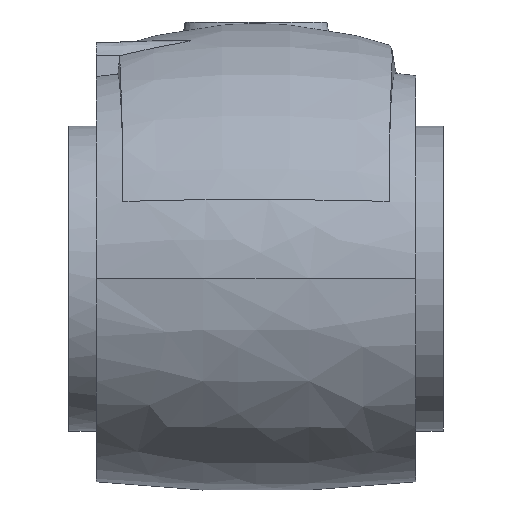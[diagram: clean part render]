
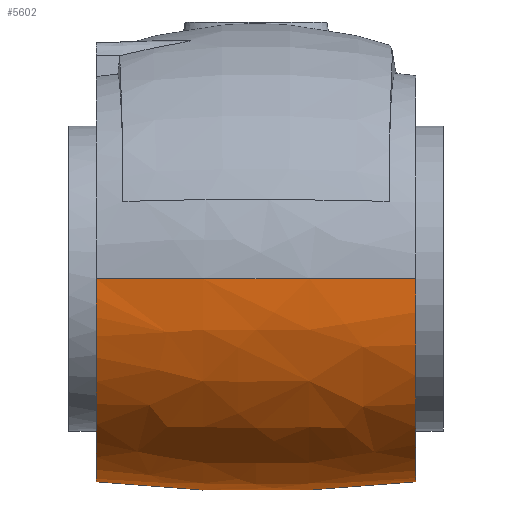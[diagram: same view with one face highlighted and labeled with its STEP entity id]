
A CAD part, left-side view. The second image highlights one B-rep face of the part: STEP entity #5602.
In plain terms, the highlighted free-form (B-spline) face has degree [3, 3] with [4, 4] control points.
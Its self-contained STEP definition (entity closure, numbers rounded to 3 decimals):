
#1721=CARTESIAN_POINT('Vertex',(25.,-57.5,886.817)) ;
#1725=CARTESIAN_POINT('Control Point',(25.,-57.5,886.817)) ;
#1726=CARTESIAN_POINT('Control Point',(25.,-19.252,882.389)) ;
#1727=CARTESIAN_POINT('Control Point',(25.,19.252,882.389)) ;
#1728=CARTESIAN_POINT('Control Point',(25.,57.5,886.817)) ;
#1729=CARTESIAN_POINT('Vertex',(25.,57.5,886.817)) ;
#5509=CARTESIAN_POINT('Vertex',(-48.183,-57.5,960.)) ;
#5513=CARTESIAN_POINT('Control Point',(-48.183,-57.5,960.)) ;
#5514=CARTESIAN_POINT('Control Point',(-48.183,-57.5,956.169)) ;
#5515=CARTESIAN_POINT('Control Point',(-47.932,-57.5,952.338)) ;
#5516=CARTESIAN_POINT('Control Point',(-47.431,-57.5,948.529)) ;
#5517=CARTESIAN_POINT('Control Point',(-45.37,-57.5,938.173)) ;
#5518=CARTESIAN_POINT('Control Point',(-41.478,-57.5,928.308)) ;
#5519=CARTESIAN_POINT('Control Point',(-38.29,-57.5,922.342)) ;
#5520=CARTESIAN_POINT('Control Point',(-30.603,-57.5,911.245)) ;
#5521=CARTESIAN_POINT('Control Point',(-20.607,-57.5,902.175)) ;
#5522=CARTESIAN_POINT('Control Point',(-15.108,-57.5,898.234)) ;
#5523=CARTESIAN_POINT('Control Point',(-4.148,-57.5,892.148)) ;
#5524=CARTESIAN_POINT('Control Point',(7.826,-57.5,888.511)) ;
#5525=CARTESIAN_POINT('Control Point',(13.502,-57.5,887.382)) ;
#5526=CARTESIAN_POINT('Control Point',(19.251,-57.5,886.817)) ;
#5527=CARTESIAN_POINT('Control Point',(25.,-57.5,886.817)) ;
#5555=CARTESIAN_POINT('Control Point',(29.578,-59.789,887.232)) ;
#5556=CARTESIAN_POINT('Control Point',(29.879,-20.026,882.452)) ;
#5557=CARTESIAN_POINT('Control Point',(29.879,20.026,882.452)) ;
#5558=CARTESIAN_POINT('Control Point',(29.578,59.789,887.232)) ;
#5559=CARTESIAN_POINT('Control Point',(-15.203,-59.789,884.414)) ;
#5560=CARTESIAN_POINT('Control Point',(-17.844,-20.026,879.449)) ;
#5561=CARTESIAN_POINT('Control Point',(-17.844,20.026,879.449)) ;
#5562=CARTESIAN_POINT('Control Point',(-15.203,59.789,884.414)) ;
#5563=CARTESIAN_POINT('Control Point',(-47.912,-59.789,915.13)) ;
#5564=CARTESIAN_POINT('Control Point',(-52.702,-20.026,912.183)) ;
#5565=CARTESIAN_POINT('Control Point',(-52.702,20.026,912.183)) ;
#5566=CARTESIAN_POINT('Control Point',(-47.912,59.789,915.13)) ;
#5567=CARTESIAN_POINT('Control Point',(-47.912,-59.789,960.)) ;
#5568=CARTESIAN_POINT('Control Point',(-52.702,-20.026,960.)) ;
#5569=CARTESIAN_POINT('Control Point',(-52.702,20.026,960.)) ;
#5570=CARTESIAN_POINT('Control Point',(-47.912,59.789,960.)) ;
#5572=CARTESIAN_POINT('Control Point',(-48.183,-57.5,960.)) ;
#5573=CARTESIAN_POINT('Control Point',(-52.611,-19.252,960.)) ;
#5574=CARTESIAN_POINT('Control Point',(-52.611,19.252,960.)) ;
#5575=CARTESIAN_POINT('Control Point',(-48.183,57.5,960.)) ;
#5576=CARTESIAN_POINT('Vertex',(-48.183,57.5,960.)) ;
#5580=CARTESIAN_POINT('Control Point',(25.,57.5,886.817)) ;
#5581=CARTESIAN_POINT('Control Point',(18.714,57.5,886.817)) ;
#5582=CARTESIAN_POINT('Control Point',(12.263,57.5,887.492)) ;
#5583=CARTESIAN_POINT('Control Point',(5.769,57.5,888.914)) ;
#5584=CARTESIAN_POINT('Control Point',(-6.975,57.5,893.305)) ;
#5585=CARTESIAN_POINT('Control Point',(-18.609,57.5,900.628)) ;
#5586=CARTESIAN_POINT('Control Point',(-23.992,57.5,904.984)) ;
#5587=CARTESIAN_POINT('Control Point',(-32.323,57.5,913.541)) ;
#5588=CARTESIAN_POINT('Control Point',(-38.704,57.5,923.468)) ;
#5589=CARTESIAN_POINT('Control Point',(-41.02,57.5,927.853)) ;
#5590=CARTESIAN_POINT('Control Point',(-44.856,57.5,936.884)) ;
#5591=CARTESIAN_POINT('Control Point',(-47.105,57.5,946.196)) ;
#5592=CARTESIAN_POINT('Control Point',(-47.833,57.5,950.861)) ;
#5593=CARTESIAN_POINT('Control Point',(-48.183,57.5,955.478)) ;
#5594=CARTESIAN_POINT('Control Point',(-48.183,57.5,960.)) ;
#5597=ORIENTED_EDGE('',*,*,#5578,.T.) ;
#5598=ORIENTED_EDGE('',*,*,#5595,.F.) ;
#5599=ORIENTED_EDGE('',*,*,#1731,.F.) ;
#5600=ORIENTED_EDGE('',*,*,#5528,.F.) ;
#5602=ADVANCED_FACE('MANIFOLD_SOLID_BREP #6954',(#5601),#5554,.T.) ;
#5512=B_SPLINE_CURVE_WITH_KNOTS('',5,(#5513,#5514,#5515,#5516,#5517,#5518,#5519,#5520,#5521,#5522,#5523,#5524,#5525,#5526,#5527),.UNSPECIFIED.,.F.,.U.,(6,3,3,3,6),(162.57,189.658,237.073,284.487,325.14),.UNSPECIFIED.) ;
#5579=B_SPLINE_CURVE_WITH_KNOTS('',5,(#5580,#5581,#5582,#5583,#5584,#5585,#5586,#5587,#5588,#5589,#5590,#5591,#5592,#5593,#5594),.UNSPECIFIED.,.F.,.U.,(6,3,3,3,6),(0.,50.795,101.59,138.727,175.864),.UNSPECIFIED.) ;
#1731=EDGE_CURVE('',#1722,#1730,#1724,.T.) ;
#5528=EDGE_CURVE('',#5510,#1722,#5512,.T.) ;
#5578=EDGE_CURVE('',#5510,#5577,#5571,.T.) ;
#5595=EDGE_CURVE('',#1730,#5577,#5579,.T.) ;
#5596=EDGE_LOOP('',(#5597,#5598,#5599,#5600)) ;
#5601=FACE_OUTER_BOUND('',#5596,.T.) ;
#1722=VERTEX_POINT('',#1721) ;
#1730=VERTEX_POINT('',#1729) ;
#5510=VERTEX_POINT('',#5509) ;
#5577=VERTEX_POINT('',#5576) ;
#1724=(BOUNDED_CURVE()B_SPLINE_CURVE(3,(#1725,#1726,#1727,#1728),.UNSPECIFIED.,.F.,.U.)B_SPLINE_CURVE_WITH_KNOTS((4,4),(2.319,117.959),.UNSPECIFIED.)CURVE()GEOMETRIC_REPRESENTATION_ITEM()RATIONAL_B_SPLINE_CURVE((1.161,1.155,1.155,1.161))REPRESENTATION_ITEM('')) ;
#5571=(BOUNDED_CURVE()B_SPLINE_CURVE(3,(#5572,#5573,#5574,#5575),.UNSPECIFIED.,.F.,.U.)B_SPLINE_CURVE_WITH_KNOTS((4,4),(2.319,117.959),.UNSPECIFIED.)CURVE()GEOMETRIC_REPRESENTATION_ITEM()RATIONAL_B_SPLINE_CURVE((1.191,1.186,1.186,1.191))REPRESENTATION_ITEM('')) ;
#5554=(BOUNDED_SURFACE()B_SPLINE_SURFACE(3,3,((#5555,#5556,#5557,#5558),(#5559,#5560,#5561,#5562),(#5563,#5564,#5565,#5566),(#5567,#5568,#5569,#5570)),.UNSPECIFIED.,.F.,.F.,.U.)B_SPLINE_SURFACE_WITH_KNOTS((4,4),(4,4),(0.,139.031),(0.,120.277),.UNSPECIFIED.)GEOMETRIC_REPRESENTATION_ITEM()RATIONAL_B_SPLINE_SURFACE(((1.192,1.186,1.186,1.192),(0.941,0.936,0.936,0.941),(0.941,0.936,0.936,0.941),(1.192,1.186,1.186,1.192)))REPRESENTATION_ITEM('Rational BSpline Surface')SURFACE()) ;
